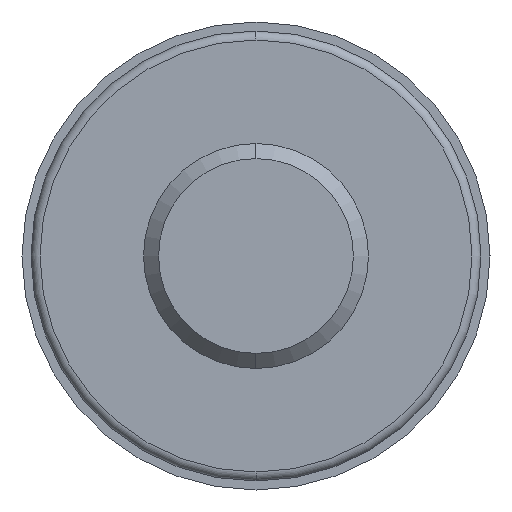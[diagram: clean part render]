
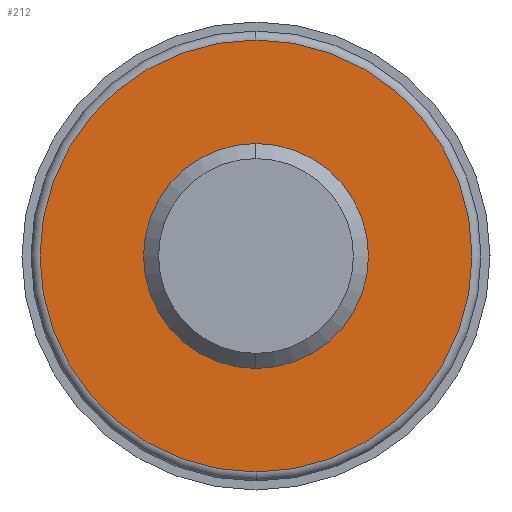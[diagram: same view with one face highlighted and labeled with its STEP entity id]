
A CAD part, left-side view. The second image highlights one B-rep face of the part: STEP entity #212.
In plain terms, the highlighted planar face has unit normal (-1, 0, 0).
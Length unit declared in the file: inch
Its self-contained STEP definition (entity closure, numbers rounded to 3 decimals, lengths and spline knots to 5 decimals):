
#4 = CARTESIAN_POINT ( 'NONE',  ( 2., 0., 0. ) ) ;
#13 = DIRECTION ( 'NONE',  ( 1., 0., 0. ) ) ;
#38 = CIRCLE ( 'NONE', #756, 0.37485 ) ;
#52 = ORIENTED_EDGE ( 'NONE', *, *, #426, .T. ) ;
#119 = AXIS2_PLACEMENT_3D ( 'NONE', #4, #479, #977 ) ;
#132 = DIRECTION ( 'NONE',  ( 0., 0., -1. ) ) ;
#174 = VERTEX_POINT ( 'NONE', #934 ) ;
#181 = EDGE_CURVE ( 'NONE', #659, #489, #208, .T. ) ;
#184 = FACE_OUTER_BOUND ( 'NONE', #635, .T. ) ;
#208 = CIRCLE ( 'NONE', #296, 0.72 ) ;
#212 = ADVANCED_FACE ( 'NONE', ( #575, #184 ), #460, .T. ) ;
#230 = DIRECTION ( 'NONE',  ( 1., 0., 0. ) ) ;
#293 = DIRECTION ( 'NONE',  ( 1., 0., 0. ) ) ;
#296 = AXIS2_PLACEMENT_3D ( 'NONE', #606, #293, #132 ) ;
#324 = VERTEX_POINT ( 'NONE', #417 ) ;
#356 = EDGE_LOOP ( 'NONE', ( #712, #52 ) ) ;
#417 = CARTESIAN_POINT ( 'NONE',  ( 2., 0., -0.37485 ) ) ;
#426 = EDGE_CURVE ( 'NONE', #174, #324, #662, .T. ) ;
#435 = DIRECTION ( 'NONE',  ( 0., 0., 1. ) ) ;
#460 = PLANE ( 'NONE',  #860 ) ;
#461 = ORIENTED_EDGE ( 'NONE', *, *, #480, .F. ) ;
#479 = DIRECTION ( 'NONE',  ( 1., 0., 0. ) ) ;
#480 = EDGE_CURVE ( 'NONE', #489, #659, #613, .T. ) ;
#485 = DIRECTION ( 'NONE',  ( 0., 0., -1. ) ) ;
#489 = VERTEX_POINT ( 'NONE', #645 ) ;
#567 = ORIENTED_EDGE ( 'NONE', *, *, #181, .F. ) ;
#570 = CARTESIAN_POINT ( 'NONE',  ( 2., 0., 0. ) ) ;
#575 = FACE_BOUND ( 'NONE', #356, .T. ) ;
#594 = DIRECTION ( 'NONE',  ( -1., 0., 0. ) ) ;
#606 = CARTESIAN_POINT ( 'NONE',  ( 2., 0., 0. ) ) ;
#609 = EDGE_CURVE ( 'NONE', #324, #174, #38, .T. ) ;
#613 = CIRCLE ( 'NONE', #119, 0.72 ) ;
#624 = CARTESIAN_POINT ( 'NONE',  ( 2., 0., 0.72 ) ) ;
#635 = EDGE_LOOP ( 'NONE', ( #461, #567 ) ) ;
#645 = CARTESIAN_POINT ( 'NONE',  ( 2., 0., -0.72 ) ) ;
#659 = VERTEX_POINT ( 'NONE', #624 ) ;
#662 = CIRCLE ( 'NONE', #729, 0.37485 ) ;
#704 = DIRECTION ( 'NONE',  ( 0., 0., -1. ) ) ;
#712 = ORIENTED_EDGE ( 'NONE', *, *, #609, .T. ) ;
#729 = AXIS2_PLACEMENT_3D ( 'NONE', #570, #13, #485 ) ;
#756 = AXIS2_PLACEMENT_3D ( 'NONE', #786, #230, #704 ) ;
#757 = CARTESIAN_POINT ( 'NONE',  ( 2., 0.72, 0. ) ) ;
#786 = CARTESIAN_POINT ( 'NONE',  ( 2., 0., 0. ) ) ;
#860 = AXIS2_PLACEMENT_3D ( 'NONE', #757, #594, #435 ) ;
#934 = CARTESIAN_POINT ( 'NONE',  ( 2., 0., 0.37485 ) ) ;
#977 = DIRECTION ( 'NONE',  ( 0., 0., -1. ) ) ;
